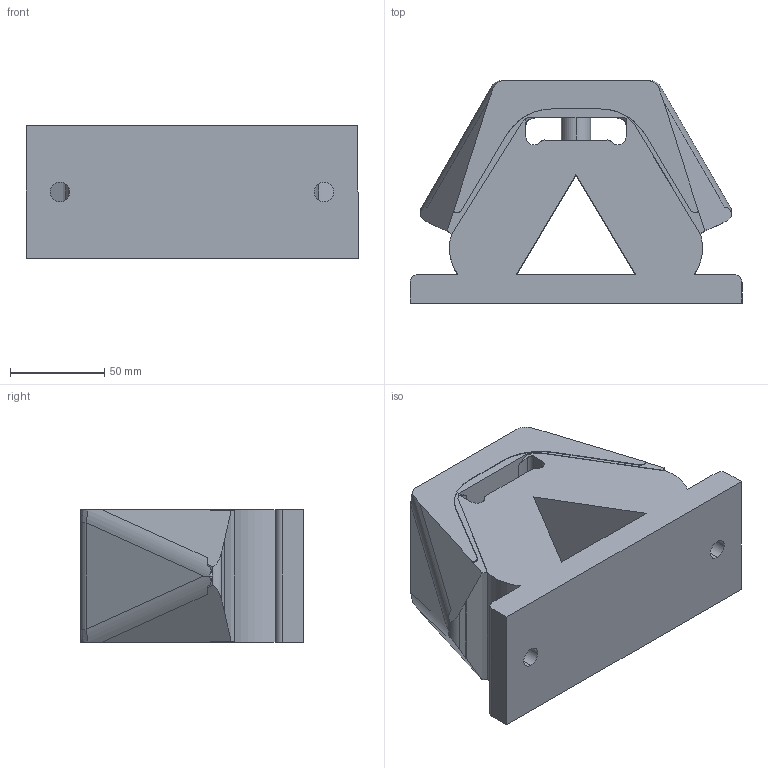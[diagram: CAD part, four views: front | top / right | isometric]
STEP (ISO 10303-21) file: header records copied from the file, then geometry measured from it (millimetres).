
FILE_DESCRIPTION (( 'STEP AP214' ), '1' );
FILE_NAME ('033660_Dachelement_Schwingmetall_ContiTech.STEP', '2015-12-02T12:07:55', ( '' ), ( '' ), 'SwSTEP 2.0', 'SolidWorks 2012', '' );
FILE_SCHEMA (( 'AUTOMOTIVE_DESIGN' ));
Length unit declared in the file: millimetre
Products named in the file (1): 033660_Dachelement_Schwingmetall_ContiTech
Bounding box: 176 x 118 x 70 mm (x, y, z)
Volume: 924175.9 mm3; surface area: 90173.1 mm2
Topology: 1 solids, 2 shells, 148 faces, 432 edges, 289 vertices
Faces by surface type: plane 67, cylinder 57, bspline 18, cone 6
Entity records: 8077 total; most frequent: CARTESIAN_POINT 3007, ORIENTED_EDGE 864, DIRECTION 577, EDGE_CURVE 432, VERTEX_POINT 289, LINE 223, VECTOR 223, AXIS2_PLACEMENT_3D 177
